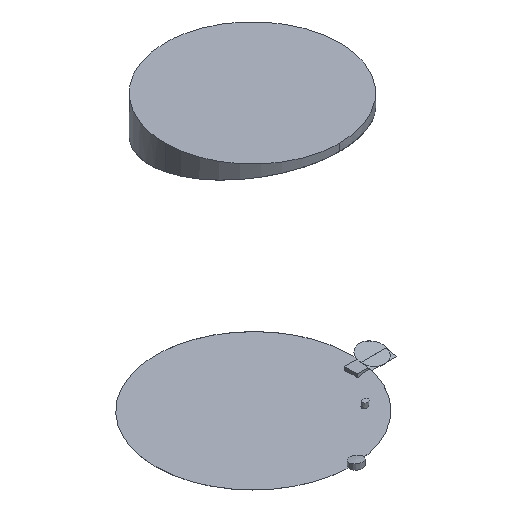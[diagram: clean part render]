
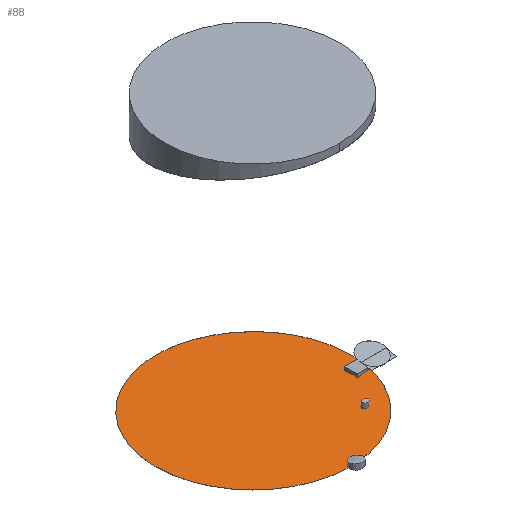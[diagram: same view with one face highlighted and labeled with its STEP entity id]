
A CAD part, isometric view. The second image highlights one B-rep face of the part: STEP entity #88.
In plain terms, the highlighted planar face has unit normal (0, 0.004, 1).
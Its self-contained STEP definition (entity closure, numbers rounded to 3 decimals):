
#13 = CARTESIAN_POINT ('', (-1675.516, 1883.893, -4614.332));
#14 = VERTEX_POINT ('', #13);
#20 = CARTESIAN_POINT ('', (1675.516, 1883.893, -4614.332));
#21 = VERTEX_POINT ('', #20);
#22 = CARTESIAN_POINT ('', (1675.516, 1883.893, -4614.332));
#23 = CARTESIAN_POINT ('', (1675.516, 3559.399, -4620.181));
#24 = CARTESIAN_POINT ('', (0., 3559.399, -4620.181));
#25 = CARTESIAN_POINT ('', (-1675.516, 3559.399, -4620.181));
#26 = CARTESIAN_POINT ('', (-1675.516, 1883.893, -4614.332));
#27 = (
   BOUNDED_CURVE ()
   B_SPLINE_CURVE (2, (#22, #23, #24, #25, #26), .UNSPECIFIED., .F., .U.)
   B_SPLINE_CURVE_WITH_KNOTS ((3, 2, 3), (0., 1.571, 3.142), .UNSPECIFIED.)
   CURVE ()
   GEOMETRIC_REPRESENTATION_ITEM ()
   RATIONAL_B_SPLINE_CURVE ((1., 0.707, 1., 0.707, 1.))
   REPRESENTATION_ITEM ('')
);
#28 = EDGE_CURVE ('', #21, #14, #27, .T.);
#52 = CARTESIAN_POINT ('', (-1675.516, 1883.893, -4614.332));
#53 = CARTESIAN_POINT ('', (-1675.516, 208.387, -4608.483));
#54 = CARTESIAN_POINT ('', (0., 208.387, -4608.483));
#55 = CARTESIAN_POINT ('', (1675.516, 208.387, -4608.483));
#56 = CARTESIAN_POINT ('', (1675.516, 1883.893, -4614.332));
#57 = (
   BOUNDED_CURVE ()
   B_SPLINE_CURVE (2, (#52, #53, #54, #55, #56), .UNSPECIFIED., .F., .U.)
   B_SPLINE_CURVE_WITH_KNOTS ((3, 2, 3), (3.142, 4.712, 6.283), .UNSPECIFIED.)
   CURVE ()
   GEOMETRIC_REPRESENTATION_ITEM ()
   RATIONAL_B_SPLINE_CURVE ((1., 0.707, 1., 0.707, 1.))
   REPRESENTATION_ITEM ('')
);
#58 = EDGE_CURVE ('', #14, #21, #57, .T.);
#79 = ORIENTED_EDGE ('', *, *, #28, .T.);
#80 = ORIENTED_EDGE ('', *, *, #58, .T.);
#81 = EDGE_LOOP ('', (#79, #80));
#82 = FACE_OUTER_BOUND ('', #81, .T.);
#83 = CARTESIAN_POINT ('', (0., 5302.129, -4626.264));
#84 = DIRECTION ('', (0., 0.003, 1.));
#85 = DIRECTION ('', (-0.707, -0.707, 0.002));
#86 = AXIS2_PLACEMENT_3D ('', #83, #84, #85);
#87 = PLANE ('', #86);
#88 = ADVANCED_FACE ('', (#82), #87, .T.);
